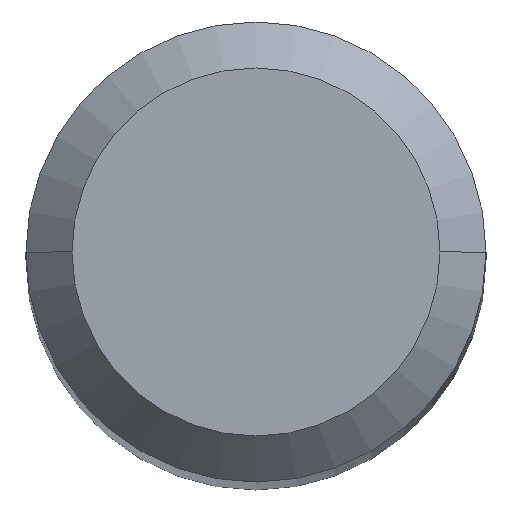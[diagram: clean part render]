
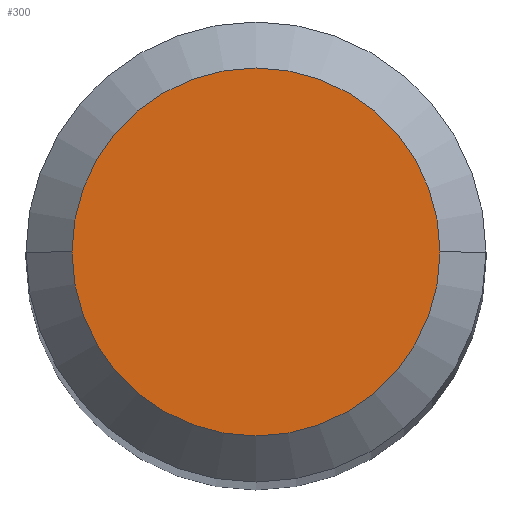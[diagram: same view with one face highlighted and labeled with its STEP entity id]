
A CAD part, top view. The second image highlights one B-rep face of the part: STEP entity #300.
In plain terms, the highlighted planar face has unit normal (0, 0, 1).
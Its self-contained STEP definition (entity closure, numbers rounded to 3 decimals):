
#9 = VERTEX_POINT ( 'NONE', #434 ) ;
#16 = CIRCLE ( 'NONE', #486, 1.2 ) ;
#52 = DIRECTION ( 'NONE',  ( 1., 0., 0. ) ) ;
#60 = CARTESIAN_POINT ( 'NONE',  ( 0., 0., 38. ) ) ;
#120 = DIRECTION ( 'NONE',  ( 1., 0., 0. ) ) ;
#123 = CIRCLE ( 'NONE', #497, 1.2 ) ;
#194 = ORIENTED_EDGE ( 'NONE', *, *, #513, .T. ) ;
#200 = EDGE_LOOP ( 'NONE', ( #217, #194 ) ) ;
#206 = AXIS2_PLACEMENT_3D ( 'NONE', #463, #364, #52 ) ;
#217 = ORIENTED_EDGE ( 'NONE', *, *, #443, .T. ) ;
#289 = VERTEX_POINT ( 'NONE', #431 ) ;
#300 = ADVANCED_FACE ( 'NONE', ( #533 ), #377, .T. ) ;
#364 = DIRECTION ( 'NONE',  ( 0., 0., 1. ) ) ;
#366 = DIRECTION ( 'NONE',  ( 0., 0., 1. ) ) ;
#377 = PLANE ( 'NONE',  #206 ) ;
#431 = CARTESIAN_POINT ( 'NONE',  ( 1.2, 0., 38. ) ) ;
#434 = CARTESIAN_POINT ( 'NONE',  ( -1.2, 0., 38. ) ) ;
#443 = EDGE_CURVE ( 'NONE', #9, #289, #123, .T. ) ;
#463 = CARTESIAN_POINT ( 'NONE',  ( 0., 1.5, 38. ) ) ;
#486 = AXIS2_PLACEMENT_3D ( 'NONE', #619, #366, #610 ) ;
#497 = AXIS2_PLACEMENT_3D ( 'NONE', #60, #676, #120 ) ;
#513 = EDGE_CURVE ( 'NONE', #289, #9, #16, .T. ) ;
#533 = FACE_OUTER_BOUND ( 'NONE', #200, .T. ) ;
#610 = DIRECTION ( 'NONE',  ( 1., 0., 0. ) ) ;
#619 = CARTESIAN_POINT ( 'NONE',  ( 0., 0., 38. ) ) ;
#676 = DIRECTION ( 'NONE',  ( 0., 0., 1. ) ) ;
